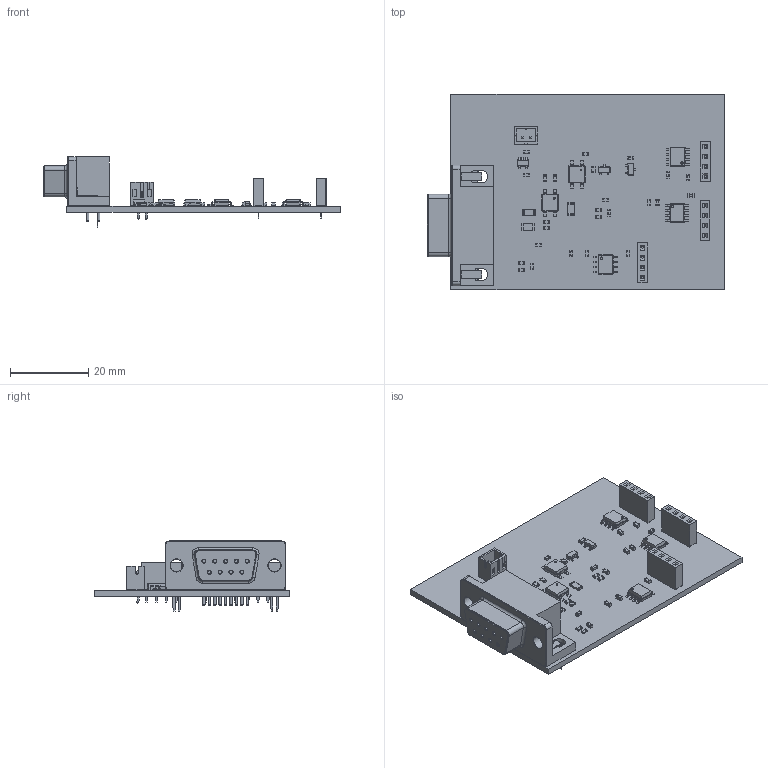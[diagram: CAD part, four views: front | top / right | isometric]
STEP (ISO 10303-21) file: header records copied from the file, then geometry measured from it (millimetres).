
FILE_DESCRIPTION(('KiCad electronic assembly'),'2;1');
FILE_NAME('square_lockin_b.step','2022-01-03T13:45:07',('An Author'),( 'A Company'),'Open CASCADE STEP processor 6.9', 'KiCad to STEP converter','Unknown');
FILE_SCHEMA(('AUTOMOTIVE_DESIGN { 1 0 10303 214 1 1 1 1 }'));
Length unit declared in the file: millimetre
Products named in the file (22): Open CASCADE STEP translator 6.9 1; C_0603_1608Metric; SOLID; DSUB-9_Female_Horizontal_P2.77x2.84mm_EdgePinOffset4.94mm_Housed_
MountingHolesOffset7.48mm; PinSocket_1x04_P2.54mm_Vertical; SOIC-8_3.9x4.9mm_P1.27mm; SO-4_4.4x4.3mm_P2.54mm; SOT-23-5; R_0603_1608Metric; R_1206_3216Metric; JST_PH_B2B-PH-K_1x02_P2.00mm_Vertical; SOT-23; COMPOUND
Assembly tree (52 placements, depth 3):
  Open CASCADE STEP translator 6.9 1
    C_0603_1608Metric  x15
      SOLID
    DSUB-9_Female_Horizontal_P2.77x2.84mm_EdgePinOffset4.94mm_Housed_
MountingHolesOffset7.48mm
      SOLID
    PinSocket_1x04_P2.54mm_Vertical  x3
      SOLID
    SOIC-8_3.9x4.9mm_P1.27mm  x3
      SOLID
    SO-4_4.4x4.3mm_P2.54mm  x2
      SOLID
    SOT-23-5
      SOLID
    R_0603_1608Metric  x10
      SOLID
    R_1206_3216Metric  x3
      SOLID
    JST_PH_B2B-PH-K_1x02_P2.00mm_Vertical
      SOLID
    SOT-23  x2
      SOLID
    COMPOUND
Bounding box: 76.03 x 50 x 17.9 mm (x, y, z)
Volume: 10148.4 mm3; surface area: 11792.7 mm2
Topology: 42 solids, 42 shells, 2384 faces, 6097 edges, 3882 vertices
Faces by surface type: plane 1572, cylinder 541, bspline 235, torus 19, cone 17
Full cylindrical faces by diameter (mm): 0.4 x2, 0.6 x3, 0.64 x9, 0.75 x2, 0.853 x9, 1 x21, 3.2 x4, 4 x2
Entity records: 67586 total; most frequent: CARTESIAN_POINT 11985, DIRECTION 8948, LINE 6137, VECTOR 6137, ORIENTED_EDGE 4856, PCURVE 4856, DEFINITIONAL_REPRESENTATION 4856, EDGE_CURVE 2428
